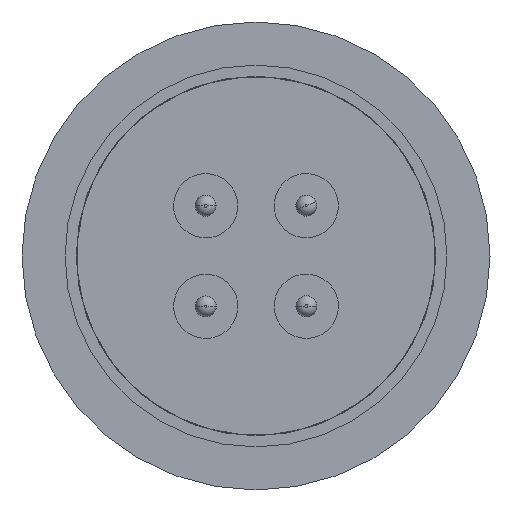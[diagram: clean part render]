
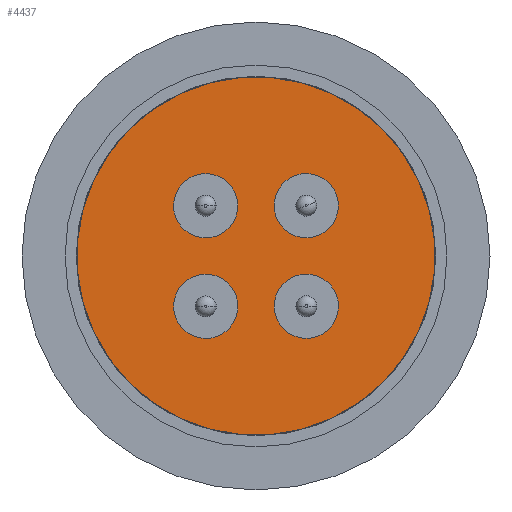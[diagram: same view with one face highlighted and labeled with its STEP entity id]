
A CAD part, front view. The second image highlights one B-rep face of the part: STEP entity #4437.
In plain terms, the highlighted planar face has unit normal (0, -1, 0).
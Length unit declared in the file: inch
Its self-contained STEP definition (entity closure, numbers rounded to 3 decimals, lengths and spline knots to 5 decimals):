
#161 = AXIS2_PLACEMENT_3D ( 'NONE', #4044, #4055, #4056 ) ;
#208 = AXIS2_PLACEMENT_3D ( 'NONE', #351, #352, #353 ) ;
#209 = AXIS2_PLACEMENT_3D ( 'NONE', #354, #355, #356 ) ;
#210 = AXIS2_PLACEMENT_3D ( 'NONE', #357, #358, #359 ) ;
#211 = AXIS2_PLACEMENT_3D ( 'NONE', #361, #362, #363 ) ;
#212 = AXIS2_PLACEMENT_3D ( 'NONE', #365, #366, #367 ) ;
#351 = CARTESIAN_POINT ( 'NONE',  ( 0.13442, 0.39565, -0.13428 ) ) ;
#352 = DIRECTION ( 'NONE',  ( 0., -1., 0. ) ) ;
#353 = DIRECTION ( 'NONE',  ( -1., 0., 0. ) ) ;
#354 = CARTESIAN_POINT ( 'NONE',  ( -0.13442, 0.39565, 0.13428 ) ) ;
#355 = DIRECTION ( 'NONE',  ( 0., -1., 0. ) ) ;
#356 = DIRECTION ( 'NONE',  ( -1., 0., 0. ) ) ;
#357 = CARTESIAN_POINT ( 'NONE',  ( -0.13428, 0.39565, -0.13442 ) ) ;
#358 = DIRECTION ( 'NONE',  ( 0., -1., 0. ) ) ;
#359 = DIRECTION ( 'NONE',  ( -1., 0., 0. ) ) ;
#361 = CARTESIAN_POINT ( 'NONE',  ( 0.13428, 0.39565, 0.13442 ) ) ;
#362 = DIRECTION ( 'NONE',  ( 0., -1., 0. ) ) ;
#363 = DIRECTION ( 'NONE',  ( -1., 0., 0. ) ) ;
#365 = CARTESIAN_POINT ( 'NONE',  ( 0., 0.39565, 0. ) ) ;
#366 = DIRECTION ( 'NONE',  ( 0., 1., 0. ) ) ;
#367 = DIRECTION ( 'NONE',  ( 0.707, 0., 0.707 ) ) ;
#534 = AXIS2_PLACEMENT_3D ( 'NONE', #1617, #1618, #1619 ) ;
#968 = AXIS2_PLACEMENT_3D ( 'NONE', #1572, #1573, #1574 ) ;
#971 = AXIS2_PLACEMENT_3D ( 'NONE', #1583, #1584, #1585 ) ;
#974 = AXIS2_PLACEMENT_3D ( 'NONE', #1597, #1598, #1599 ) ;
#977 = AXIS2_PLACEMENT_3D ( 'NONE', #1612, #1613, #1614 ) ;
#978 = CARTESIAN_POINT ( 'NONE',  ( 0.05017, 0.39565, -0.11833 ) ) ;
#994 = CARTESIAN_POINT ( 'NONE',  ( 0.05003, 0.39565, 0.15037 ) ) ;
#1006 = CARTESIAN_POINT ( 'NONE',  ( -0.21867, 0.39565, 0.15024 ) ) ;
#1388 = EDGE_LOOP ( 'NONE', ( #4306, #2055 ) ) ;
#1415 = EDGE_LOOP ( 'NONE', ( #2054, #2053 ) ) ;
#1442 = EDGE_LOOP ( 'NONE', ( #2052, #2051 ) ) ;
#1513 = EDGE_LOOP ( 'NONE', ( #4267, #4268 ) ) ;
#1544 = EDGE_LOOP ( 'NONE', ( #4293, #4266 ) ) ;
#1572 = CARTESIAN_POINT ( 'NONE',  ( -0.13428, 0.39565, -0.13442 ) ) ;
#1573 = DIRECTION ( 'NONE',  ( 0., -1., 0. ) ) ;
#1574 = DIRECTION ( 'NONE',  ( -1., 0., 0. ) ) ;
#1583 = CARTESIAN_POINT ( 'NONE',  ( 0., 0.39565, 0. ) ) ;
#1584 = DIRECTION ( 'NONE',  ( 0., 1., 0. ) ) ;
#1585 = DIRECTION ( 'NONE',  ( 0.707, 0., 0.707 ) ) ;
#1597 = CARTESIAN_POINT ( 'NONE',  ( 0.13442, 0.39565, -0.13428 ) ) ;
#1598 = DIRECTION ( 'NONE',  ( 0., -1., 0. ) ) ;
#1599 = DIRECTION ( 'NONE',  ( -1., 0., 0. ) ) ;
#1612 = CARTESIAN_POINT ( 'NONE',  ( -0.13442, 0.39565, 0.13428 ) ) ;
#1613 = DIRECTION ( 'NONE',  ( 0., -1., 0. ) ) ;
#1614 = DIRECTION ( 'NONE',  ( -1., 0., 0. ) ) ;
#1617 = CARTESIAN_POINT ( 'NONE',  ( 0.13428, 0.39565, 0.13442 ) ) ;
#1618 = DIRECTION ( 'NONE',  ( 0., -1., 0. ) ) ;
#1619 = DIRECTION ( 'NONE',  ( -1., 0., 0. ) ) ;
#1773 = FACE_BOUND ( 'NONE', #1544, .T. ) ;
#1779 = FACE_OUTER_BOUND ( 'NONE', #1388, .T. ) ;
#1780 = FACE_BOUND ( 'NONE', #1415, .T. ) ;
#1781 = FACE_BOUND ( 'NONE', #1513, .T. ) ;
#1782 = FACE_BOUND ( 'NONE', #1442, .T. ) ;
#1841 = CIRCLE ( 'NONE', #208, 0.08575 ) ;
#1842 = CIRCLE ( 'NONE', #209, 0.08575 ) ;
#1843 = CIRCLE ( 'NONE', #210, 0.08575 ) ;
#1844 = CIRCLE ( 'NONE', #211, 0.08575 ) ;
#1845 = CIRCLE ( 'NONE', #212, 0.4785 ) ;
#2051 = ORIENTED_EDGE ( 'NONE', *, *, #4485, .F. ) ;
#2052 = ORIENTED_EDGE ( 'NONE', *, *, #2832, .F. ) ;
#2053 = ORIENTED_EDGE ( 'NONE', *, *, #4486, .F. ) ;
#2054 = ORIENTED_EDGE ( 'NONE', *, *, #2838, .F. ) ;
#2055 = ORIENTED_EDGE ( 'NONE', *, *, #2826, .F. ) ;
#2263 = VERTEX_POINT ( 'NONE', #3692 ) ;
#2309 = VERTEX_POINT ( 'NONE', #3355 ) ;
#2369 = VERTEX_POINT ( 'NONE', #3446 ) ;
#2378 = VERTEX_POINT ( 'NONE', #3460 ) ;
#2385 = VERTEX_POINT ( 'NONE', #3469 ) ;
#2414 = VERTEX_POINT ( 'NONE', #978 ) ;
#2433 = VERTEX_POINT ( 'NONE', #994 ) ;
#2453 = VERTEX_POINT ( 'NONE', #1006 ) ;
#2823 = EDGE_CURVE ( 'NONE', #2309, #2957, #3155, .T. ) ;
#2826 = EDGE_CURVE ( 'NONE', #2369, #2263, #3160, .T. ) ;
#2832 = EDGE_CURVE ( 'NONE', #2414, #2378, #3167, .T. ) ;
#2838 = EDGE_CURVE ( 'NONE', #2453, #2918, #3179, .T. ) ;
#2839 = EDGE_CURVE ( 'NONE', #2433, #2385, #3181, .T. ) ;
#2918 = VERTEX_POINT ( 'NONE', #4708 ) ;
#2957 = VERTEX_POINT ( 'NONE', #4747 ) ;
#3155 = CIRCLE ( 'NONE', #968, 0.08575 ) ;
#3160 = CIRCLE ( 'NONE', #971, 0.4785 ) ;
#3167 = CIRCLE ( 'NONE', #974, 0.08575 ) ;
#3179 = CIRCLE ( 'NONE', #977, 0.08575 ) ;
#3181 = CIRCLE ( 'NONE', #534, 0.08575 ) ;
#3355 = CARTESIAN_POINT ( 'NONE',  ( -0.21853, 0.39565, -0.11846 ) ) ;
#3446 = CARTESIAN_POINT ( 'NONE',  ( 0.33818, 0.39565, 0.33852 ) ) ;
#3460 = CARTESIAN_POINT ( 'NONE',  ( 0.21867, 0.39565, -0.15024 ) ) ;
#3469 = CARTESIAN_POINT ( 'NONE',  ( 0.21853, 0.39565, 0.11846 ) ) ;
#3692 = CARTESIAN_POINT ( 'NONE',  ( -0.33818, 0.39565, -0.33852 ) ) ;
#4044 = CARTESIAN_POINT ( 'NONE',  ( 0., 0.39565, 0. ) ) ;
#4051 = PLANE ( 'NONE',  #161 ) ;
#4055 = DIRECTION ( 'NONE',  ( 0., 1., 0. ) ) ;
#4056 = DIRECTION ( 'NONE',  ( 0.707, 0., 0.707 ) ) ;
#4266 = ORIENTED_EDGE ( 'NONE', *, *, #4488, .F. ) ;
#4267 = ORIENTED_EDGE ( 'NONE', *, *, #2823, .F. ) ;
#4268 = ORIENTED_EDGE ( 'NONE', *, *, #4487, .F. ) ;
#4293 = ORIENTED_EDGE ( 'NONE', *, *, #2839, .F. ) ;
#4306 = ORIENTED_EDGE ( 'NONE', *, *, #4489, .F. ) ;
#4437 = ADVANCED_FACE ( 'NONE', ( #1773, #1781, #1779, #1780, #1782 ), #4051, .F. ) ;
#4485 = EDGE_CURVE ( 'NONE', #2378, #2414, #1841, .T. ) ;
#4486 = EDGE_CURVE ( 'NONE', #2918, #2453, #1842, .T. ) ;
#4487 = EDGE_CURVE ( 'NONE', #2957, #2309, #1843, .T. ) ;
#4488 = EDGE_CURVE ( 'NONE', #2385, #2433, #1844, .T. ) ;
#4489 = EDGE_CURVE ( 'NONE', #2263, #2369, #1845, .T. ) ;
#4708 = CARTESIAN_POINT ( 'NONE',  ( -0.05017, 0.39565, 0.11833 ) ) ;
#4747 = CARTESIAN_POINT ( 'NONE',  ( -0.05003, 0.39565, -0.15037 ) ) ;
